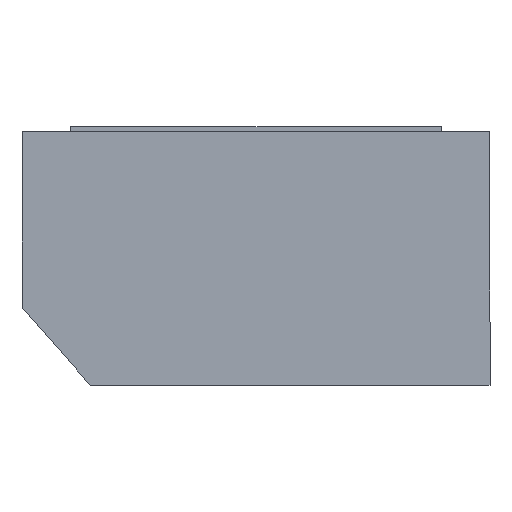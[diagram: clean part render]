
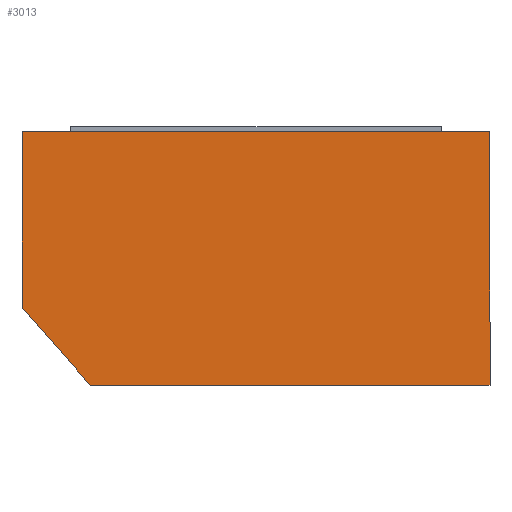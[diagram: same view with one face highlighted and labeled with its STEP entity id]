
A CAD part, front view. The second image highlights one B-rep face of the part: STEP entity #3013.
In plain terms, the highlighted planar face has unit normal (0, -1, 0).
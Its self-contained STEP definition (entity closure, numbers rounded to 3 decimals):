
#913=ORIENTED_EDGE('',*,*,#1367,.T.);
#914=ORIENTED_EDGE('',*,*,#1371,.T.);
#915=ORIENTED_EDGE('',*,*,#1374,.T.);
#916=ORIENTED_EDGE('',*,*,#1377,.T.);
#917=ORIENTED_EDGE('',*,*,#1380,.T.);
#1367=EDGE_CURVE('',#1668,#1669,#2039,.T.);
#1371=EDGE_CURVE('',#1669,#1672,#2043,.T.);
#1374=EDGE_CURVE('',#1672,#1674,#2046,.T.);
#1377=EDGE_CURVE('',#1674,#1676,#2049,.T.);
#1380=EDGE_CURVE('',#1676,#1668,#2052,.T.);
#1668=VERTEX_POINT('',#4842);
#1669=VERTEX_POINT('',#4843);
#1672=VERTEX_POINT('',#4851);
#1674=VERTEX_POINT('',#4857);
#1676=VERTEX_POINT('',#4863);
#2039=LINE('',#4841,#2427);
#2043=LINE('',#4850,#2431);
#2046=LINE('',#4856,#2434);
#2049=LINE('',#4862,#2437);
#2052=LINE('',#4868,#2440);
#2427=VECTOR('',#3968,1000.);
#2431=VECTOR('',#3974,1000.);
#2434=VECTOR('',#3979,1000.);
#2437=VECTOR('',#3984,1000.);
#2440=VECTOR('',#3989,1000.);
#2593=EDGE_LOOP('',(#913,#914,#915,#916,#917));
#2745=FACE_BOUND('',#2593,.T.);
#2875=PLANE('',#3250);
#3013=ADVANCED_FACE('',(#2745),#2875,.T.);
#3250=AXIS2_PLACEMENT_3D('',#4874,#3996,#3997);
#3968=DIRECTION('',(-1.,0.,0.));
#3974=DIRECTION('',(0.,0.,-1.));
#3979=DIRECTION('',(1.,0.,0.));
#3984=DIRECTION('',(0.,0.,1.));
#3989=DIRECTION('',(-0.659,0.,0.753));
#3996=DIRECTION('',(0.,-1.,0.));
#3997=DIRECTION('',(0.,0.,-1.));
#4841=CARTESIAN_POINT('',(2.05,0.,1.3));
#4842=CARTESIAN_POINT('',(2.05,0.,1.3));
#4843=CARTESIAN_POINT('',(-2.05,0.,1.3));
#4850=CARTESIAN_POINT('',(-2.05,0.,1.3));
#4851=CARTESIAN_POINT('',(-2.05,0.,-1.3));
#4856=CARTESIAN_POINT('',(-2.05,0.,-1.3));
#4857=CARTESIAN_POINT('',(2.75,0.,-1.3));
#4862=CARTESIAN_POINT('',(2.75,0.,-1.3));
#4863=CARTESIAN_POINT('',(2.75,0.,0.5));
#4868=CARTESIAN_POINT('',(2.75,0.,0.5));
#4874=CARTESIAN_POINT('',(0.,0.,0.));
